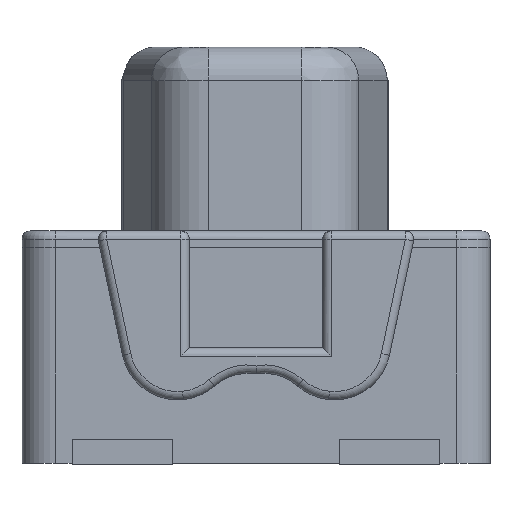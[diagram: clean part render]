
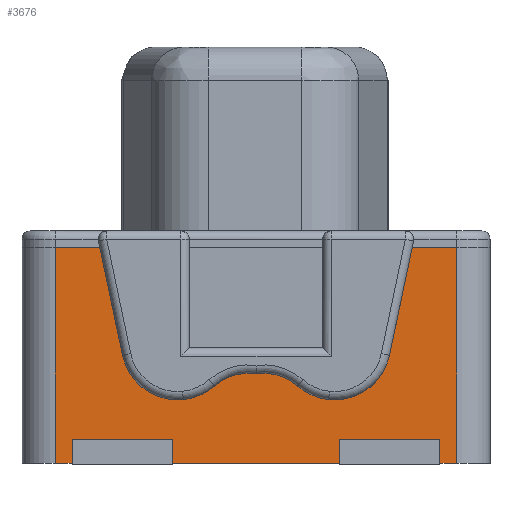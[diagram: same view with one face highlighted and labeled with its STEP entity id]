
A CAD part, left-side view. The second image highlights one B-rep face of the part: STEP entity #3676.
In plain terms, the highlighted planar face has unit normal (-1, 0, 0).
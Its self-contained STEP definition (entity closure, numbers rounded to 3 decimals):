
#121=PLANE('',#4081);
#340=LINE('',#5788,#682);
#342=LINE('',#5792,#684);
#400=LINE('',#6078,#742);
#407=LINE('',#6091,#749);
#411=LINE('',#6099,#753);
#415=LINE('',#6107,#757);
#434=LINE('',#6149,#776);
#453=LINE('',#6189,#795);
#473=LINE('',#6237,#815);
#474=LINE('',#6240,#816);
#475=LINE('',#6242,#817);
#476=LINE('',#6243,#818);
#477=LINE('',#6245,#819);
#478=LINE('',#6247,#820);
#479=LINE('',#6248,#821);
#682=VECTOR('',#4672,10.);
#684=VECTOR('',#4676,10.);
#742=VECTOR('',#4936,10.);
#749=VECTOR('',#4947,10.);
#753=VECTOR('',#4951,10.);
#757=VECTOR('',#4955,10.);
#776=VECTOR('',#4980,10.);
#795=VECTOR('',#5023,10.);
#815=VECTOR('',#5087,10.);
#816=VECTOR('',#5090,10.);
#817=VECTOR('',#5091,10.);
#818=VECTOR('',#5092,10.);
#819=VECTOR('',#5093,10.);
#820=VECTOR('',#5094,10.);
#821=VECTOR('',#5095,10.);
#1156=FACE_OUTER_BOUND('',#1375,.T.);
#1375=EDGE_LOOP('',(#3233,#3234,#3235,#3236,#3237,#3238,#3239,#3240,#3241,
#3242,#3243,#3244,#3245,#3246,#3247,#3248,#3249,#3250,#3251,#3252,#3253));
#1509=CIRCLE('',#3942,0.336);
#1510=CIRCLE('',#3944,0.335);
#1511=CIRCLE('',#3946,0.31);
#1572=CIRCLE('',#4075,0.31);
#1573=CIRCLE('',#4077,0.335);
#1574=CIRCLE('',#4079,0.336);
#1733=VERTEX_POINT('',#5782);
#1734=VERTEX_POINT('',#5786);
#1735=VERTEX_POINT('',#5790);
#1736=VERTEX_POINT('',#5794);
#1737=VERTEX_POINT('',#5798);
#1738=VERTEX_POINT('',#5802);
#1807=VERTEX_POINT('',#6074);
#1812=VERTEX_POINT('',#6090);
#1815=VERTEX_POINT('',#6096);
#1816=VERTEX_POINT('',#6098);
#1819=VERTEX_POINT('',#6104);
#1820=VERTEX_POINT('',#6106);
#1840=VERTEX_POINT('',#6148);
#1849=VERTEX_POINT('',#6188);
#1853=VERTEX_POINT('',#6225);
#1854=VERTEX_POINT('',#6229);
#1855=VERTEX_POINT('',#6233);
#1856=VERTEX_POINT('',#6239);
#1857=VERTEX_POINT('',#6241);
#1858=VERTEX_POINT('',#6244);
#1859=VERTEX_POINT('',#6246);
#2145=EDGE_CURVE('',#1733,#1734,#340,.T.);
#2147=EDGE_CURVE('',#1735,#1734,#342,.T.);
#2149=EDGE_CURVE('',#1736,#1735,#1509,.T.);
#2151=EDGE_CURVE('',#1737,#1736,#1510,.T.);
#2153=EDGE_CURVE('',#1738,#1737,#1511,.T.);
#2264=EDGE_CURVE('',#1733,#1807,#400,.T.);
#2271=EDGE_CURVE('',#1807,#1812,#407,.T.);
#2275=EDGE_CURVE('',#1815,#1816,#411,.T.);
#2279=EDGE_CURVE('',#1819,#1820,#415,.T.);
#2300=EDGE_CURVE('',#1820,#1840,#434,.T.);
#2321=EDGE_CURVE('',#1849,#1840,#453,.T.);
#2339=EDGE_CURVE('',#1853,#1738,#1572,.T.);
#2341=EDGE_CURVE('',#1854,#1853,#1573,.T.);
#2343=EDGE_CURVE('',#1855,#1854,#1574,.T.);
#2344=EDGE_CURVE('',#1849,#1855,#473,.T.);
#2345=EDGE_CURVE('',#1856,#1819,#474,.T.);
#2346=EDGE_CURVE('',#1857,#1856,#475,.T.);
#2347=EDGE_CURVE('',#1816,#1857,#476,.T.);
#2348=EDGE_CURVE('',#1858,#1815,#477,.T.);
#2349=EDGE_CURVE('',#1859,#1858,#478,.T.);
#2350=EDGE_CURVE('',#1812,#1859,#479,.T.);
#3233=ORIENTED_EDGE('',*,*,#2264,.F.);
#3234=ORIENTED_EDGE('',*,*,#2145,.T.);
#3235=ORIENTED_EDGE('',*,*,#2147,.F.);
#3236=ORIENTED_EDGE('',*,*,#2149,.F.);
#3237=ORIENTED_EDGE('',*,*,#2151,.F.);
#3238=ORIENTED_EDGE('',*,*,#2153,.F.);
#3239=ORIENTED_EDGE('',*,*,#2339,.F.);
#3240=ORIENTED_EDGE('',*,*,#2341,.F.);
#3241=ORIENTED_EDGE('',*,*,#2343,.F.);
#3242=ORIENTED_EDGE('',*,*,#2344,.F.);
#3243=ORIENTED_EDGE('',*,*,#2321,.T.);
#3244=ORIENTED_EDGE('',*,*,#2300,.F.);
#3245=ORIENTED_EDGE('',*,*,#2279,.F.);
#3246=ORIENTED_EDGE('',*,*,#2345,.F.);
#3247=ORIENTED_EDGE('',*,*,#2346,.F.);
#3248=ORIENTED_EDGE('',*,*,#2347,.F.);
#3249=ORIENTED_EDGE('',*,*,#2275,.F.);
#3250=ORIENTED_EDGE('',*,*,#2348,.F.);
#3251=ORIENTED_EDGE('',*,*,#2349,.F.);
#3252=ORIENTED_EDGE('',*,*,#2350,.F.);
#3253=ORIENTED_EDGE('',*,*,#2271,.F.);
#3676=ADVANCED_FACE('',(#1156),#121,.T.);
#3942=AXIS2_PLACEMENT_3D('',#5796,#4680,#4681);
#3944=AXIS2_PLACEMENT_3D('',#5800,#4685,#4686);
#3946=AXIS2_PLACEMENT_3D('',#5804,#4690,#4691);
#4075=AXIS2_PLACEMENT_3D('',#6227,#5073,#5074);
#4077=AXIS2_PLACEMENT_3D('',#6231,#5078,#5079);
#4079=AXIS2_PLACEMENT_3D('',#6235,#5083,#5084);
#4081=AXIS2_PLACEMENT_3D('',#6238,#5088,#5089);
#4672=DIRECTION('',(0.,1.,0.));
#4676=DIRECTION('',(0.,-0.206,0.979));
#4680=DIRECTION('center_axis',(-1.,0.,0.));
#4681=DIRECTION('ref_axis',(0.,0.105,-0.994));
#4685=DIRECTION('center_axis',(-1.,0.,0.));
#4686=DIRECTION('ref_axis',(0.,0.659,-0.752));
#4690=DIRECTION('center_axis',(1.,0.,0.));
#4691=DIRECTION('ref_axis',(0.,-0.659,0.752));
#4936=DIRECTION('',(0.,0.,-1.));
#4947=DIRECTION('',(0.,1.,0.));
#4951=DIRECTION('',(0.,1.,0.));
#4955=DIRECTION('',(0.,1.,0.));
#4980=DIRECTION('',(0.,0.,1.));
#5023=DIRECTION('',(0.,1.,0.));
#5073=DIRECTION('center_axis',(1.,0.,0.));
#5074=DIRECTION('ref_axis',(0.,-0.144,0.99));
#5078=DIRECTION('center_axis',(-1.,0.,0.));
#5079=DIRECTION('ref_axis',(0.,-0.105,-0.994));
#5083=DIRECTION('center_axis',(-1.,0.,0.));
#5084=DIRECTION('ref_axis',(0.,0.979,-0.206));
#5087=DIRECTION('',(0.,-0.206,-0.979));
#5088=DIRECTION('center_axis',(-1.,0.,0.));
#5089=DIRECTION('ref_axis',(0.,-1.,0.));
#5090=DIRECTION('',(0.,0.,-1.));
#5091=DIRECTION('',(0.,1.,0.));
#5092=DIRECTION('',(0.,0.,1.));
#5093=DIRECTION('',(0.,0.,-1.));
#5094=DIRECTION('',(0.,1.,0.));
#5095=DIRECTION('',(0.,0.,1.));
#5782=CARTESIAN_POINT('',(-2.,-1.2,1.3));
#5786=CARTESIAN_POINT('',(-2.,-0.934,1.3));
#5788=CARTESIAN_POINT('',(-2.,0.705,1.3));
#5790=CARTESIAN_POINT('',(-2.,-0.798,0.655));
#5792=CARTESIAN_POINT('',(-2.,-0.955,1.4));
#5794=CARTESIAN_POINT('',(-2.,-0.434,0.391));
#5796=CARTESIAN_POINT('Origin',(-2.,-0.47,0.725));
#5798=CARTESIAN_POINT('',(-2.,-0.249,0.472));
#5800=CARTESIAN_POINT('Origin',(-2.,-0.47,0.724));
#5802=CARTESIAN_POINT('',(-2.,0.,0.545));
#5804=CARTESIAN_POINT('Origin',(-2.,-0.044,0.239));
#6074=CARTESIAN_POINT('',(-2.,-1.2,0.01));
#6078=CARTESIAN_POINT('',(-2.,-1.2,0.353));
#6090=CARTESIAN_POINT('',(-2.,-1.1,0.01));
#6091=CARTESIAN_POINT('',(-2.,0.,0.01));
#6096=CARTESIAN_POINT('',(-2.,-0.5,0.01));
#6098=CARTESIAN_POINT('',(-2.,0.5,0.01));
#6099=CARTESIAN_POINT('',(-2.,0.,0.01));
#6104=CARTESIAN_POINT('',(-2.,1.1,0.01));
#6106=CARTESIAN_POINT('',(-2.,1.2,0.01));
#6107=CARTESIAN_POINT('',(-2.,0.,0.01));
#6148=CARTESIAN_POINT('',(-2.,1.2,1.3));
#6149=CARTESIAN_POINT('',(-2.,1.2,0.353));
#6188=CARTESIAN_POINT('',(-2.,0.934,1.3));
#6189=CARTESIAN_POINT('',(-2.,0.705,1.3));
#6225=CARTESIAN_POINT('',(-2.,0.249,0.472));
#6227=CARTESIAN_POINT('Origin',(-2.,0.044,0.239));
#6229=CARTESIAN_POINT('',(-2.,0.434,0.391));
#6231=CARTESIAN_POINT('Origin',(-2.,0.47,0.724));
#6233=CARTESIAN_POINT('',(-2.,0.798,0.655));
#6235=CARTESIAN_POINT('Origin',(-2.,0.47,0.725));
#6237=CARTESIAN_POINT('',(-2.,0.955,1.4));
#6238=CARTESIAN_POINT('Origin',(-2.,0.,0.705));
#6239=CARTESIAN_POINT('',(-2.,1.1,0.15));
#6240=CARTESIAN_POINT('',(-2.,1.1,0.01));
#6241=CARTESIAN_POINT('',(-2.,0.5,0.15));
#6242=CARTESIAN_POINT('',(-2.,1.1,0.15));
#6243=CARTESIAN_POINT('',(-2.,0.5,0.15));
#6244=CARTESIAN_POINT('',(-2.,-0.5,0.15));
#6245=CARTESIAN_POINT('',(-2.,-0.5,0.01));
#6246=CARTESIAN_POINT('',(-2.,-1.1,0.15));
#6247=CARTESIAN_POINT('',(-2.,-0.5,0.15));
#6248=CARTESIAN_POINT('',(-2.,-1.1,0.15));
